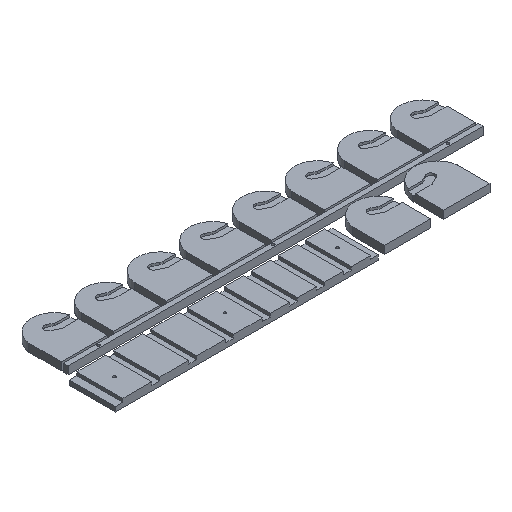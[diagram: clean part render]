
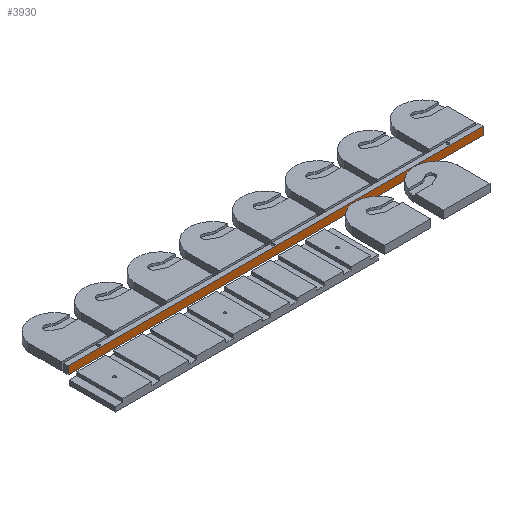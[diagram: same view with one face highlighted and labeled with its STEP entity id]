
A CAD part, isometric view. The second image highlights one B-rep face of the part: STEP entity #3930.
In plain terms, the highlighted planar face has unit normal (0, -1, 0).
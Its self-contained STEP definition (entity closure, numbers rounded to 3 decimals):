
#385=FACE_OUTER_BOUND('',#603,.T.);
#603=EDGE_LOOP('',(#3068,#3069,#3070,#3071));
#941=LINE('',#6171,#1381);
#942=LINE('',#6174,#1382);
#943=LINE('',#6176,#1383);
#944=LINE('',#6177,#1384);
#1381=VECTOR('',#4992,10.);
#1382=VECTOR('',#4995,10.);
#1383=VECTOR('',#4996,10.);
#1384=VECTOR('',#4997,10.);
#1784=VERTEX_POINT('',#6164);
#1787=VERTEX_POINT('',#6169);
#1788=VERTEX_POINT('',#6173);
#1789=VERTEX_POINT('',#6175);
#2251=EDGE_CURVE('',#1784,#1787,#941,.T.);
#2252=EDGE_CURVE('',#1788,#1784,#942,.T.);
#2253=EDGE_CURVE('',#1789,#1787,#943,.T.);
#2254=EDGE_CURVE('',#1788,#1789,#944,.T.);
#3068=ORIENTED_EDGE('',*,*,#2252,.T.);
#3069=ORIENTED_EDGE('',*,*,#2251,.T.);
#3070=ORIENTED_EDGE('',*,*,#2253,.F.);
#3071=ORIENTED_EDGE('',*,*,#2254,.F.);
#3750=PLANE('',#4269);
#3930=ADVANCED_FACE('',(#385),#3750,.T.);
#4269=AXIS2_PLACEMENT_3D('',#6172,#4993,#4994);
#4992=DIRECTION('',(0.,0.,1.));
#4993=DIRECTION('center_axis',(0.,-1.,0.));
#4994=DIRECTION('ref_axis',(1.,0.,0.));
#4995=DIRECTION('',(1.,0.,0.));
#4996=DIRECTION('',(1.,0.,0.));
#4997=DIRECTION('',(0.,0.,1.));
#6164=CARTESIAN_POINT('',(660.,377.908,0.));
#6169=CARTESIAN_POINT('',(660.,377.908,12.));
#6171=CARTESIAN_POINT('',(660.,377.908,0.));
#6172=CARTESIAN_POINT('Origin',(28.772,377.908,0.));
#6173=CARTESIAN_POINT('',(28.772,377.908,0.));
#6174=CARTESIAN_POINT('',(28.772,377.908,0.));
#6175=CARTESIAN_POINT('',(28.772,377.908,12.));
#6176=CARTESIAN_POINT('',(28.772,377.908,12.));
#6177=CARTESIAN_POINT('',(28.772,377.908,0.));
